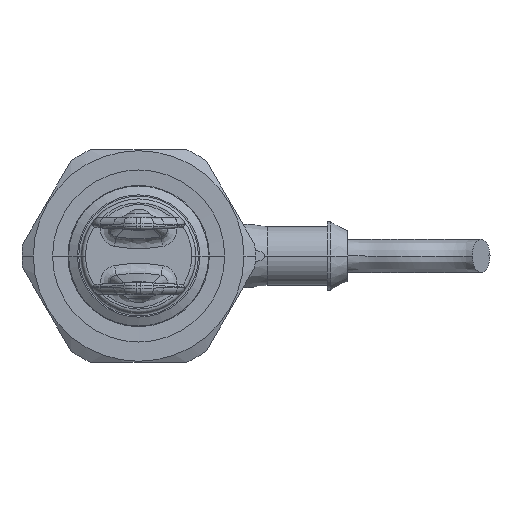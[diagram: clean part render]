
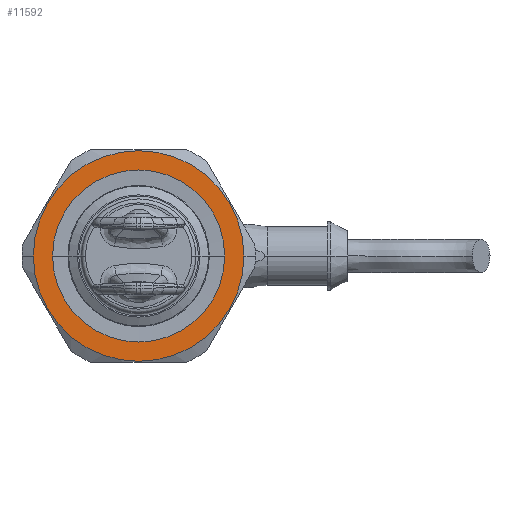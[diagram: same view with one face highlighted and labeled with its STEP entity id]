
A CAD part, front view. The second image highlights one B-rep face of the part: STEP entity #11592.
In plain terms, the highlighted planar face has unit normal (0, -1, 0).
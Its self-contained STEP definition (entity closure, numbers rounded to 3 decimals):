
#322=CARTESIAN_POINT('',(0.,61.1,0.));
#323=DIRECTION('',(0.,1.,0.));
#324=DIRECTION('',(-1.,0.,0.));
#325=AXIS2_PLACEMENT_3D('',#322,#323,#324);
#327=CARTESIAN_POINT('',(0.,61.1,0.));
#328=DIRECTION('',(0.,1.,0.));
#329=DIRECTION('',(1.,0.,0.));
#330=AXIS2_PLACEMENT_3D('',#327,#328,#329);
#332=CARTESIAN_POINT('',(0.,61.1,0.));
#333=DIRECTION('',(0.,-1.,0.));
#334=DIRECTION('',(1.,0.,0.));
#335=AXIS2_PLACEMENT_3D('',#332,#333,#334);
#337=CARTESIAN_POINT('',(0.,61.1,0.));
#338=DIRECTION('',(0.,-1.,0.));
#339=DIRECTION('',(-1.,0.,0.));
#340=AXIS2_PLACEMENT_3D('',#337,#338,#339);
#9823=CARTESIAN_POINT('',(12.875,61.1,0.));
#9824=VERTEX_POINT('',#9823);
#9825=CARTESIAN_POINT('',(-12.875,61.1,0.));
#9826=VERTEX_POINT('',#9825);
#9827=CARTESIAN_POINT('',(-15.75,61.1,0.));
#9828=CARTESIAN_POINT('',(15.75,61.1,0.));
#9829=VERTEX_POINT('',#9827);
#9830=VERTEX_POINT('',#9828);
#11577=CARTESIAN_POINT('',(0.,61.1,0.));
#11578=DIRECTION('',(0.,1.,0.));
#11579=DIRECTION('',(-1.,0.,0.));
#11580=AXIS2_PLACEMENT_3D('',#11577,#11578,#11579);
#11581=PLANE('',#11580);
#11583=ORIENTED_EDGE('',*,*,#11582,.T.);
#11585=ORIENTED_EDGE('',*,*,#11584,.T.);
#11586=EDGE_LOOP('',(#11583,#11585));
#11587=FACE_OUTER_BOUND('',#11586,.F.);
#11588=ORIENTED_EDGE('',*,*,#11545,.T.);
#11589=ORIENTED_EDGE('',*,*,#11523,.T.);
#11590=EDGE_LOOP('',(#11588,#11589));
#11591=FACE_BOUND('',#11590,.F.);
#11592=ADVANCED_FACE('',(#11587,#11591),#11581,.F.);
#326=CIRCLE('',#325,15.75);
#331=CIRCLE('',#330,15.75);
#336=CIRCLE('',#335,12.875);
#341=CIRCLE('',#340,12.875);
#11523=EDGE_CURVE('',#9826,#9824,#341,.T.);
#11545=EDGE_CURVE('',#9824,#9826,#336,.T.);
#11582=EDGE_CURVE('',#9829,#9830,#326,.T.);
#11584=EDGE_CURVE('',#9830,#9829,#331,.T.);
